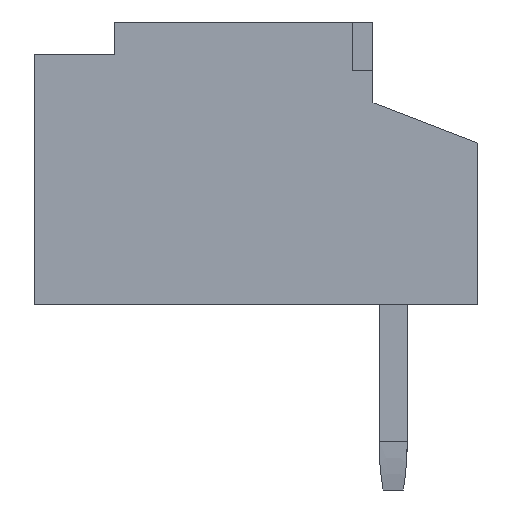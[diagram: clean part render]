
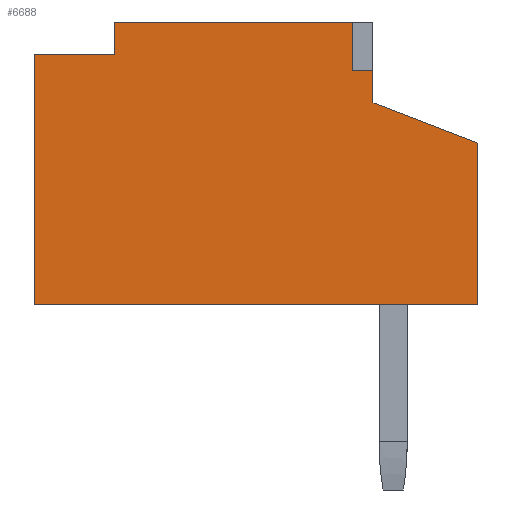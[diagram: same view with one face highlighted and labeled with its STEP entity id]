
A CAD part, left-side view. The second image highlights one B-rep face of the part: STEP entity #6688.
In plain terms, the highlighted planar face has unit normal (-1, 0, 0).
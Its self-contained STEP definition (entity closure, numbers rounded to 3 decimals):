
#9=DIRECTION('',(0.,0.,1.));
#10=VECTOR('',#9,2.);
#11=CARTESIAN_POINT('',(-9.625,-4.525,-1.9));
#12=LINE('',#11,#10);
#25=DIRECTION('',(0.,1.,0.));
#26=VECTOR('',#25,0.25);
#27=CARTESIAN_POINT('',(-9.625,-3.225,1.));
#28=LINE('',#27,#26);
#29=DIRECTION('',(0.,0.,-1.));
#30=VECTOR('',#29,0.4);
#31=CARTESIAN_POINT('',(-9.625,-3.225,1.));
#32=LINE('',#31,#30);
#33=DIRECTION('',(0.,0.933,0.359));
#34=VECTOR('',#33,1.393);
#35=CARTESIAN_POINT('',(-9.625,-4.525,0.1));
#36=LINE('',#35,#34);
#37=DIRECTION('',(0.,1.,0.));
#38=VECTOR('',#37,5.5);
#39=CARTESIAN_POINT('',(-9.625,-4.525,-1.9));
#40=LINE('',#39,#38);
#41=DIRECTION('',(0.,-1.,0.));
#42=VECTOR('',#41,1.);
#43=CARTESIAN_POINT('',(-9.625,0.975,1.2));
#44=LINE('',#43,#42);
#45=DIRECTION('',(0.,0.,-1.));
#46=VECTOR('',#45,0.4);
#47=CARTESIAN_POINT('',(-9.625,-0.025,1.6));
#48=LINE('',#47,#46);
#49=DIRECTION('',(0.,0.,-1.));
#50=VECTOR('',#49,0.6);
#51=CARTESIAN_POINT('',(-9.625,-2.975,1.6));
#52=LINE('',#51,#50);
#257=DIRECTION('',(0.,1.,0.));
#258=VECTOR('',#257,2.95);
#259=CARTESIAN_POINT('',(-9.625,-2.975,1.6));
#260=LINE('',#259,#258);
#409=DIRECTION('',(0.,0.,1.));
#410=VECTOR('',#409,3.1);
#411=CARTESIAN_POINT('',(-9.625,0.975,-1.9));
#412=LINE('',#411,#410);
#5045=CARTESIAN_POINT('',(-9.625,-4.525,-1.9));
#5046=CARTESIAN_POINT('',(-9.625,0.975,-1.9));
#5047=VERTEX_POINT('',#5045);
#5048=VERTEX_POINT('',#5046);
#5077=CARTESIAN_POINT('',(-9.625,-0.025,1.6));
#5078=CARTESIAN_POINT('',(-9.625,-0.025,1.2));
#5079=VERTEX_POINT('',#5077);
#5080=VERTEX_POINT('',#5078);
#5093=CARTESIAN_POINT('',(-9.625,0.975,1.2));
#5094=VERTEX_POINT('',#5093);
#5563=CARTESIAN_POINT('',(-9.625,-4.525,0.1));
#5565=VERTEX_POINT('',#5563);
#5571=CARTESIAN_POINT('',(-9.625,-3.225,0.6));
#5572=VERTEX_POINT('',#5571);
#5679=CARTESIAN_POINT('',(-9.625,-3.225,1.));
#5680=CARTESIAN_POINT('',(-9.625,-2.975,1.));
#5681=VERTEX_POINT('',#5679);
#5682=VERTEX_POINT('',#5680);
#5693=CARTESIAN_POINT('',(-9.625,-2.975,1.6));
#5694=VERTEX_POINT('',#5693);
#6663=CARTESIAN_POINT('',(-9.625,-4.525,-1.9));
#6664=DIRECTION('',(-1.,0.,0.));
#6665=DIRECTION('',(0.,0.,1.));
#6666=AXIS2_PLACEMENT_3D('',#6663,#6664,#6665);
#6667=PLANE('',#6666);
#6669=ORIENTED_EDGE('',*,*,#6668,.F.);
#6671=ORIENTED_EDGE('',*,*,#6670,.T.);
#6672=ORIENTED_EDGE('',*,*,#6639,.F.);
#6673=ORIENTED_EDGE('',*,*,#6612,.F.);
#6675=ORIENTED_EDGE('',*,*,#6674,.T.);
#6677=ORIENTED_EDGE('',*,*,#6676,.T.);
#6679=ORIENTED_EDGE('',*,*,#6678,.T.);
#6681=ORIENTED_EDGE('',*,*,#6680,.F.);
#6683=ORIENTED_EDGE('',*,*,#6682,.F.);
#6685=ORIENTED_EDGE('',*,*,#6684,.T.);
#6686=EDGE_LOOP('',(#6669,#6671,#6672,#6673,#6675,#6677,#6679,#6681,#6683,
#6685));
#6687=FACE_OUTER_BOUND('',#6686,.F.);
#6688=ADVANCED_FACE('',(#6687),#6667,.T.);
#6612=EDGE_CURVE('',#5047,#5565,#12,.T.);
#6639=EDGE_CURVE('',#5565,#5572,#36,.T.);
#6668=EDGE_CURVE('',#5681,#5682,#28,.T.);
#6670=EDGE_CURVE('',#5681,#5572,#32,.T.);
#6674=EDGE_CURVE('',#5047,#5048,#40,.T.);
#6676=EDGE_CURVE('',#5048,#5094,#412,.T.);
#6678=EDGE_CURVE('',#5094,#5080,#44,.T.);
#6680=EDGE_CURVE('',#5079,#5080,#48,.T.);
#6682=EDGE_CURVE('',#5694,#5079,#260,.T.);
#6684=EDGE_CURVE('',#5694,#5682,#52,.T.);
